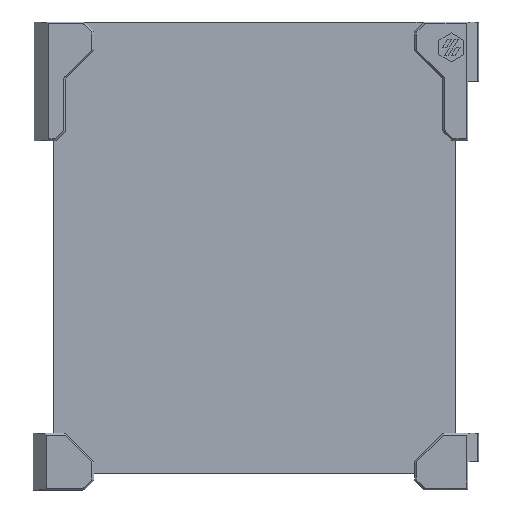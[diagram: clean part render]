
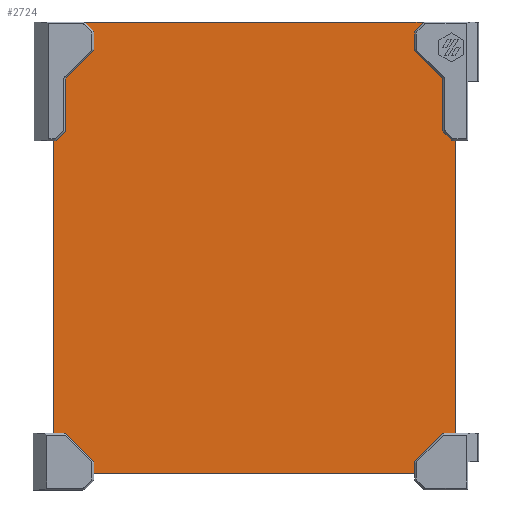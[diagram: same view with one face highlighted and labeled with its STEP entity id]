
A CAD part, front view. The second image highlights one B-rep face of the part: STEP entity #2724.
In plain terms, the highlighted planar face has unit normal (0, -1, 0).
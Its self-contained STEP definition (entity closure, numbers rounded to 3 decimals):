
#338=FACE_OUTER_BOUND('',#506,.T.);
#506=EDGE_LOOP('',(#2445,#2446,#2447,#2448));
#798=LINE('',#4568,#1096);
#801=LINE('',#4574,#1099);
#802=LINE('',#4576,#1100);
#803=LINE('',#4577,#1101);
#1096=VECTOR('',#3786,10.);
#1099=VECTOR('',#3791,10.);
#1100=VECTOR('',#3792,10.);
#1101=VECTOR('',#3793,10.);
#1336=VERTEX_POINT('',#4565);
#1337=VERTEX_POINT('',#4567);
#1339=VERTEX_POINT('',#4573);
#1340=VERTEX_POINT('',#4575);
#1706=EDGE_CURVE('',#1336,#1337,#798,.T.);
#1709=EDGE_CURVE('',#1339,#1336,#801,.T.);
#1710=EDGE_CURVE('',#1339,#1340,#802,.T.);
#1711=EDGE_CURVE('',#1340,#1337,#803,.T.);
#2445=ORIENTED_EDGE('',*,*,#1709,.F.);
#2446=ORIENTED_EDGE('',*,*,#1710,.T.);
#2447=ORIENTED_EDGE('',*,*,#1711,.T.);
#2448=ORIENTED_EDGE('',*,*,#1706,.F.);
#2568=PLANE('',#3023);
#2724=ADVANCED_FACE('',(#338),#2568,.T.);
#3023=AXIS2_PLACEMENT_3D('',#4572,#3789,#3790);
#3786=DIRECTION('',(-1.,0.,0.));
#3789=DIRECTION('center_axis',(0.,-1.,0.));
#3790=DIRECTION('ref_axis',(0.,0.,
1.));
#3791=DIRECTION('',(0.,0.,-1.));
#3792=DIRECTION('',(-1.,0.,0.));
#3793=DIRECTION('',(0.,0.,-1.));
#4565=CARTESIAN_POINT('',(265.4,149.359,23.112));
#4567=CARTESIAN_POINT('',(52.4,149.359,23.112));
#4568=CARTESIAN_POINT('',(265.4,149.359,23.112));
#4572=CARTESIAN_POINT('Origin',(265.4,149.359,199.612));
#4573=CARTESIAN_POINT('',(265.4,149.359,262.612));
#4574=CARTESIAN_POINT('',(265.4,149.359,199.612));
#4575=CARTESIAN_POINT('',(52.4,149.359,262.612));
#4576=CARTESIAN_POINT('',(265.4,149.359,262.612));
#4577=CARTESIAN_POINT('',(52.4,149.359,199.612));
